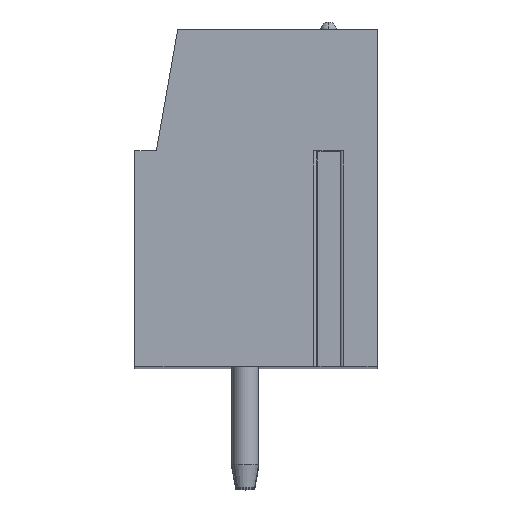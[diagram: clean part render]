
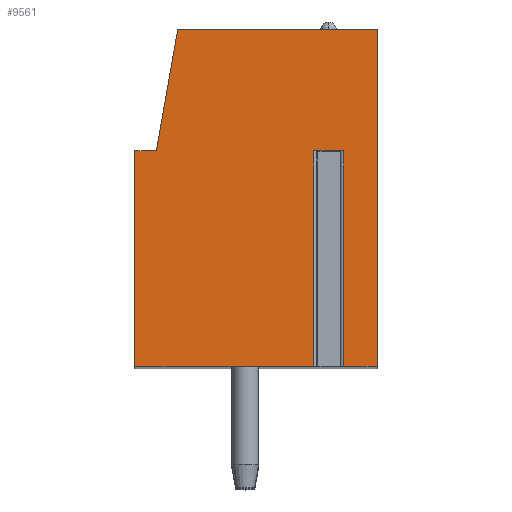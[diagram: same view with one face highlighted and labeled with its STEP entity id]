
A CAD part, top view. The second image highlights one B-rep face of the part: STEP entity #9561.
In plain terms, the highlighted planar face has unit normal (0, 0, 1).
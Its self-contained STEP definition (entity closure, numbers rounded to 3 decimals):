
#13=DIRECTION('',(-1.,0.,0.));
#14=VECTOR('',#13,1.112);
#15=CARTESIAN_POINT('',(3.256,1.75,53.34));
#16=LINE('',#15,#14);
#17=DIRECTION('',(0.,-1.,0.));
#18=VECTOR('',#17,8.);
#19=CARTESIAN_POINT('',(2.144,1.75,53.34));
#20=LINE('',#19,#18);
#21=DIRECTION('',(1.,0.,0.));
#22=VECTOR('',#21,6.644);
#23=CARTESIAN_POINT('',(-4.5,-6.25,53.34));
#24=LINE('',#23,#22);
#25=DIRECTION('',(0.,-1.,0.));
#26=VECTOR('',#25,8.);
#27=CARTESIAN_POINT('',(-4.5,1.75,53.34));
#28=LINE('',#27,#26);
#29=DIRECTION('',(-1.,0.,0.));
#30=VECTOR('',#29,0.8);
#31=CARTESIAN_POINT('',(-3.7,1.75,53.34));
#32=LINE('',#31,#30);
#33=DIRECTION('',(-0.174,-0.985,0.));
#34=VECTOR('',#33,4.569);
#35=CARTESIAN_POINT('',(-2.907,6.25,53.34));
#36=LINE('',#35,#34);
#37=DIRECTION('',(-1.,0.,0.));
#38=VECTOR('',#37,7.407);
#39=CARTESIAN_POINT('',(4.5,6.25,53.34));
#40=LINE('',#39,#38);
#41=DIRECTION('',(0.,1.,0.));
#42=VECTOR('',#41,12.5);
#43=CARTESIAN_POINT('',(4.5,-6.25,53.34));
#44=LINE('',#43,#42);
#45=DIRECTION('',(1.,0.,0.));
#46=VECTOR('',#45,1.244);
#47=CARTESIAN_POINT('',(3.256,-6.25,53.34));
#48=LINE('',#47,#46);
#49=DIRECTION('',(0.,-1.,0.));
#50=VECTOR('',#49,8.);
#51=CARTESIAN_POINT('',(3.256,1.75,53.34));
#52=LINE('',#51,#50);
#7518=CARTESIAN_POINT('',(-3.7,1.75,53.34));
#7519=CARTESIAN_POINT('',(-4.5,1.75,53.34));
#7520=VERTEX_POINT('',#7518);
#7521=VERTEX_POINT('',#7519);
#7522=CARTESIAN_POINT('',(-4.5,-6.25,53.34));
#7523=VERTEX_POINT('',#7522);
#7524=CARTESIAN_POINT('',(4.5,-6.25,53.34));
#7525=CARTESIAN_POINT('',(4.5,6.25,53.34));
#7526=VERTEX_POINT('',#7524);
#7527=VERTEX_POINT('',#7525);
#7528=CARTESIAN_POINT('',(-2.907,6.25,53.34));
#7529=VERTEX_POINT('',#7528);
#7578=CARTESIAN_POINT('',(3.256,1.75,53.34));
#7579=CARTESIAN_POINT('',(2.144,1.75,53.34));
#7580=VERTEX_POINT('',#7578);
#7581=VERTEX_POINT('',#7579);
#7582=CARTESIAN_POINT('',(2.144,-6.25,53.34));
#7583=VERTEX_POINT('',#7582);
#7584=CARTESIAN_POINT('',(3.256,-6.25,53.34));
#7585=VERTEX_POINT('',#7584);
#9534=CARTESIAN_POINT('',(0.,0.,53.34));
#9535=DIRECTION('',(0.,0.,1.));
#9536=DIRECTION('',(1.,0.,0.));
#9537=AXIS2_PLACEMENT_3D('',#9534,#9535,#9536);
#9538=PLANE('',#9537);
#9540=ORIENTED_EDGE('',*,*,#9539,.T.);
#9542=ORIENTED_EDGE('',*,*,#9541,.T.);
#9544=ORIENTED_EDGE('',*,*,#9543,.F.);
#9546=ORIENTED_EDGE('',*,*,#9545,.F.);
#9548=ORIENTED_EDGE('',*,*,#9547,.F.);
#9550=ORIENTED_EDGE('',*,*,#9549,.F.);
#9552=ORIENTED_EDGE('',*,*,#9551,.F.);
#9554=ORIENTED_EDGE('',*,*,#9553,.F.);
#9556=ORIENTED_EDGE('',*,*,#9555,.F.);
#9558=ORIENTED_EDGE('',*,*,#9557,.F.);
#9559=EDGE_LOOP('',(#9540,#9542,#9544,#9546,#9548,#9550,#9552,#9554,#9556,
#9558));
#9560=FACE_OUTER_BOUND('',#9559,.F.);
#9539=EDGE_CURVE('',#7580,#7581,#16,.T.);
#9541=EDGE_CURVE('',#7581,#7583,#20,.T.);
#9543=EDGE_CURVE('',#7523,#7583,#24,.T.);
#9545=EDGE_CURVE('',#7521,#7523,#28,.T.);
#9547=EDGE_CURVE('',#7520,#7521,#32,.T.);
#9549=EDGE_CURVE('',#7529,#7520,#36,.T.);
#9551=EDGE_CURVE('',#7527,#7529,#40,.T.);
#9553=EDGE_CURVE('',#7526,#7527,#44,.T.);
#9555=EDGE_CURVE('',#7585,#7526,#48,.T.);
#9557=EDGE_CURVE('',#7580,#7585,#52,.T.);
#9561=ADVANCED_FACE('',(#9560),#9538,.T.);
